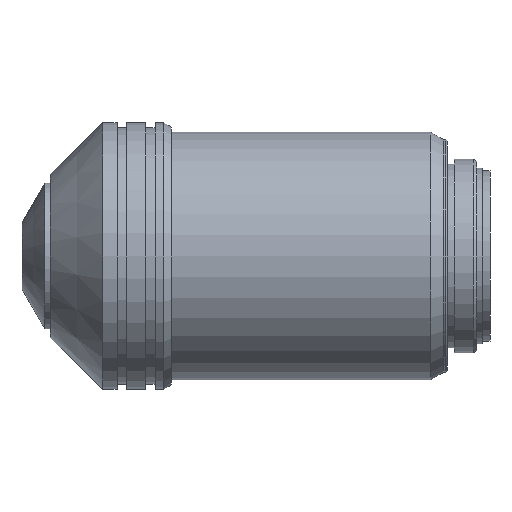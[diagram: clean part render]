
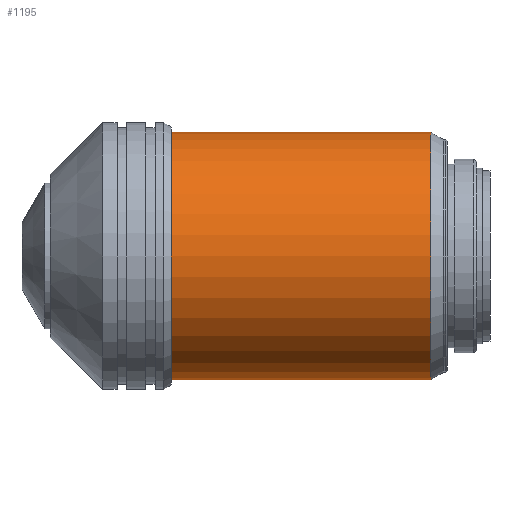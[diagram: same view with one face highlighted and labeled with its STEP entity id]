
A CAD part, front view. The second image highlights one B-rep face of the part: STEP entity #1195.
In plain terms, the highlighted cylindrical face has radius 13 mm (diameter 26 mm), a partial arc.
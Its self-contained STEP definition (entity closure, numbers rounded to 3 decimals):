
#22 = AXIS2_PLACEMENT_3D ( 'NONE', #1277, #160, #1184 ) ;
#36 = ORIENTED_EDGE ( 'NONE', *, *, #39, .T. ) ;
#39 = EDGE_CURVE ( 'NONE', #428, #176, #1095, .T. ) ;
#75 = EDGE_CURVE ( 'NONE', #946, #1212, #976, .T. ) ;
#119 = EDGE_CURVE ( 'NONE', #1212, #176, #880, .T. ) ;
#141 = DIRECTION ( 'NONE',  ( 1., 0., 0. ) ) ;
#143 = CARTESIAN_POINT ( 'NONE',  ( -6.224, 0., 13. ) ) ;
#160 = DIRECTION ( 'NONE',  ( 1., 0., 0. ) ) ;
#176 = VERTEX_POINT ( 'NONE', #793 ) ;
#239 = DIRECTION ( 'NONE',  ( 0., 0., -1. ) ) ;
#336 = CIRCLE ( 'NONE', #663, 13. ) ;
#395 = AXIS2_PLACEMENT_3D ( 'NONE', #1243, #537, #239 ) ;
#428 = VERTEX_POINT ( 'NONE', #541 ) ;
#484 = CARTESIAN_POINT ( 'NONE',  ( -33.5, 0., 13. ) ) ;
#521 = VECTOR ( 'NONE', #1271, 1000. ) ;
#535 = EDGE_LOOP ( 'NONE', ( #1052, #1049, #36, #730 ) ) ;
#537 = DIRECTION ( 'NONE',  ( 1., 0., 0. ) ) ;
#541 = CARTESIAN_POINT ( 'NONE',  ( -33.5, 0., -13. ) ) ;
#572 = DIRECTION ( 'NONE',  ( 1., 0., 0. ) ) ;
#663 = AXIS2_PLACEMENT_3D ( 'NONE', #1186, #572, #688 ) ;
#688 = DIRECTION ( 'NONE',  ( 0., 0., -1. ) ) ;
#730 = ORIENTED_EDGE ( 'NONE', *, *, #119, .F. ) ;
#763 = CARTESIAN_POINT ( 'NONE',  ( 29.855, 0., 13. ) ) ;
#775 = CYLINDRICAL_SURFACE ( 'NONE', #395, 13. ) ;
#793 = CARTESIAN_POINT ( 'NONE',  ( -6.224, 0., -13. ) ) ;
#846 = FACE_OUTER_BOUND ( 'NONE', #535, .T. ) ;
#861 = CARTESIAN_POINT ( 'NONE',  ( 29.855, 0., -13. ) ) ;
#880 = CIRCLE ( 'NONE', #22, 13. ) ;
#946 = VERTEX_POINT ( 'NONE', #484 ) ;
#976 = LINE ( 'NONE', #763, #521 ) ;
#1049 = ORIENTED_EDGE ( 'NONE', *, *, #1325, .T. ) ;
#1052 = ORIENTED_EDGE ( 'NONE', *, *, #75, .F. ) ;
#1095 = LINE ( 'NONE', #861, #1305 ) ;
#1184 = DIRECTION ( 'NONE',  ( 0., 0., -1. ) ) ;
#1186 = CARTESIAN_POINT ( 'NONE',  ( -33.5, 0., 0. ) ) ;
#1195 = ADVANCED_FACE ( 'NONE', ( #846 ), #775, .T. ) ;
#1212 = VERTEX_POINT ( 'NONE', #143 ) ;
#1243 = CARTESIAN_POINT ( 'NONE',  ( 29.855, 0., 0. ) ) ;
#1271 = DIRECTION ( 'NONE',  ( 1., 0., 0. ) ) ;
#1277 = CARTESIAN_POINT ( 'NONE',  ( -6.224, 0., 0. ) ) ;
#1305 = VECTOR ( 'NONE', #141, 1000. ) ;
#1325 = EDGE_CURVE ( 'NONE', #946, #428, #336, .T. ) ;
